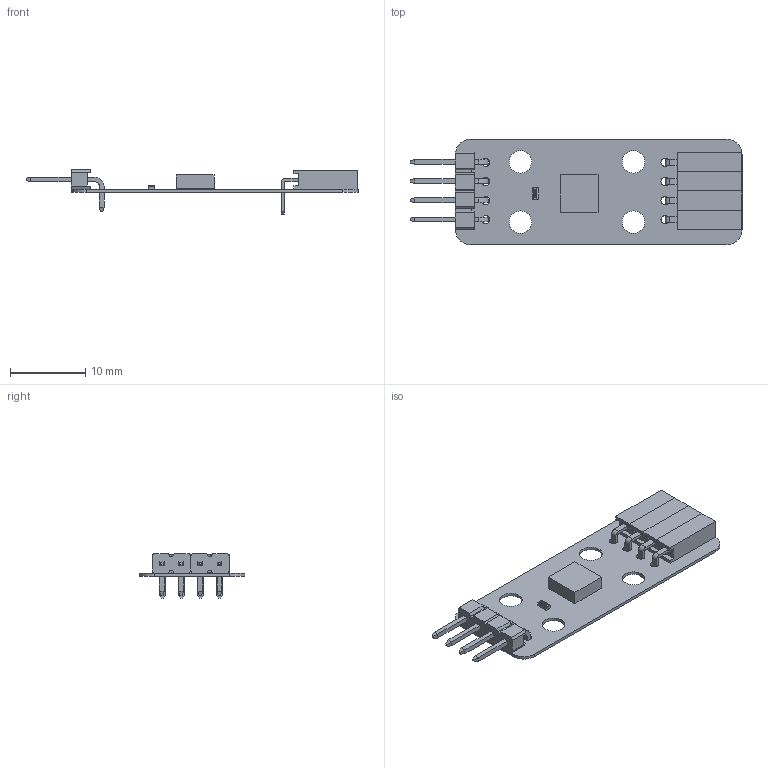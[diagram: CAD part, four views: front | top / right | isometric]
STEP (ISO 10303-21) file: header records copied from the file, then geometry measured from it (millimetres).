
FILE_DESCRIPTION(('Open CASCADE Model'),'2;1');
FILE_NAME('Open CASCADE Shape Model','2020-04-21T12:07:43',('Author'),( 'Open CASCADE'),'Open CASCADE STEP processor 6.8','Open CASCADE 6.8' ,'Unknown');
FILE_SCHEMA(('AUTOMOTIVE_DESIGN { 1 0 10303 214 1 1 1 1 }'));
Length unit declared in the file: millimetre
Products named in the file (17): PCB; Board; X2; pcb_connector_890-70-002-20-001101; X1; User_Library-PBS_(DS1024); LED1; 1795993776; Body; ('pin',_'1'); ('pin',_'2'); ('pin',_'3'); ('pin',_'4'); ('pin',_'5'); ('pin',_'6'); R1; 0603_resistor
Assembly tree (17 placements, depth 4):
  PCB
    Board
    X2
      pcb_connector_890-70-002-20-001101  x2
    X1
      User_Library-PBS_(DS1024)
    LED1
      1795993776
        Body
        ('pin',_'1')
        ('pin',_'2')
        ('pin',_'3')
        ('pin',_'4')
        ('pin',_'5')
        ('pin',_'6')
    R1
      0603_resistor
Bounding box: 44.04 x 14 x 5.87 mm (x, y, z)
Volume: 508.9 mm3; surface area: 2131.9 mm2
Topology: 16 solids, 16 shells, 457 faces, 1230 edges, 820 vertices
Faces by surface type: plane 421, cylinder 36
Full cylindrical faces by diameter (mm): 1.1 x8, 3 x4
Entity records: 13703 total; most frequent: CARTESIAN_POINT 2369, ORIENTED_EDGE 2124, DIRECTION 1917, EDGE_CURVE 1062, LINE 979, VECTOR 979, VERTEX_POINT 716, AXIS2_PLACEMENT_3D 469
